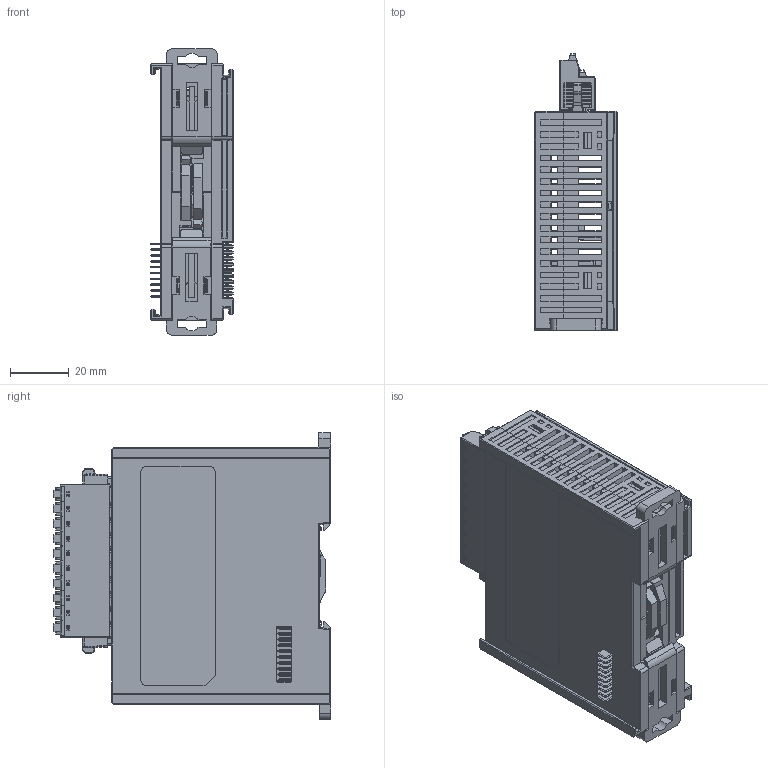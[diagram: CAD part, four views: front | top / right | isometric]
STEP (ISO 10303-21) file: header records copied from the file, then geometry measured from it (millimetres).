
FILE_DESCRIPTION(('HOOPS Exchange Step'),'2;1');
FILE_NAME('export-DBD5CBAE-E43A-4914-81F1-3F5153FC723F.stp','2024-12-09T21:05:11+01:00',('Gebruiker'),('Alibre'),'HOOPS Exchange 2024.5','Alibre','Unknown authorisation');
FILE_SCHEMA( ('AP242_MANAGED_MODEL_BASED_3D_ENGINEERING_MIM_LF {1 0 10303 442 1 1 4 }') );
Length unit declared in the file: millimetre
Products named in the file (12): 7096-1 AS16AP11P-A - DELTA AS-Module PNP - 8xDI - 8xDO BASE-IO-AS300; 7096-9 AS16AP11P-A - DELTA AS-Module PNP - 8xDI - 8xDOTSA0-170A0-00XXA; 7096-10 AS16AP11P-A - DELTA AS-Module PNP - 8xDI - 8xDOTSA1-02110-02XX; 7096-2 AS16AP11P-A - DELTA AS-Module PNP - 8xDI - 8xDO ASM-BUSBD-IO-AS300-SLIM; 7096-3 AS16AP11P-A - DELTA AS-Module PNP - 8xDI - 8xDO COVER-IO-AS16AM_N11N_T_P-B; 7096-4 AS16AP11P-A - DELTA AS-Module PNP - 8xDI - 8xDO LENS-IO-AS300-SLIM; 7096-7 AS16AP11P-A - DELTA AS-Module PNP - 8xDI - 8xDOCLIP-1-AS300; 7096-8 AS16AP11P-A - DELTA AS-Module PNP - 8xDI - 8xDOEARTHING-AS300; 7096-5 AS16AP11P-A - DELTA AS-Module PNP - 8xDI - 8xDO ASM-EARTHING_ASM; 7096-6 AS16AP11P-A - DELTA AS-Module PNP - 8xDI - 8xDO0225-0520; 7096 AS16AP11P-A - DELTA AS-Module PNP - 8xDI - 8xDO
Assembly tree (13 placements, depth 3):
  7096 AS16AP11P-A - DELTA AS-Module PNP - 8xDI - 8xDO
    7096-1 AS16AP11P-A - DELTA AS-Module PNP - 8xDI - 8xDO BASE-IO-AS300
    7096-2 AS16AP11P-A - DELTA AS-Module PNP - 8xDI - 8xDO ASM-BUSBD-IO-AS300-SLIM
      7096-9 AS16AP11P-A - DELTA AS-Module PNP - 8xDI - 8xDOTSA0-170A0-00XXA
      7096-10 AS16AP11P-A - DELTA AS-Module PNP - 8xDI - 8xDOTSA1-02110-02XX
    7096-3 AS16AP11P-A - DELTA AS-Module PNP - 8xDI - 8xDO COVER-IO-AS16AM_N11N_T_P-B
    7096-4 AS16AP11P-A - DELTA AS-Module PNP - 8xDI - 8xDO LENS-IO-AS300-SLIM
    7096-5 AS16AP11P-A - DELTA AS-Module PNP - 8xDI - 8xDO ASM-EARTHING_ASM
      7096-7 AS16AP11P-A - DELTA AS-Module PNP - 8xDI - 8xDOCLIP-1-AS300
      7096-8 AS16AP11P-A - DELTA AS-Module PNP - 8xDI - 8xDOEARTHING-AS300
    7096-5 AS16AP11P-A - DELTA AS-Module PNP - 8xDI - 8xDO ASM-EARTHING_ASM
      7096-7 AS16AP11P-A - DELTA AS-Module PNP - 8xDI - 8xDOCLIP-1-AS300
      7096-8 AS16AP11P-A - DELTA AS-Module PNP - 8xDI - 8xDOEARTHING-AS300
    7096-6 AS16AP11P-A - DELTA AS-Module PNP - 8xDI - 8xDO0225-0520
Bounding box: 28.25 x 94.9 x 98 mm (x, y, z)
Volume: 60287.1 mm3; surface area: 73932.2 mm2
Topology: 10 solids, 30 shells, 7142 faces, 19887 edges, 12769 vertices
Faces by surface type: plane 5054, cylinder 1506, bspline 280, torus 198, cone 92, sphere 12
Entity records: 231363 total; most frequent: CARTESIAN_POINT 53558, ORIENTED_EDGE 38566, DIRECTION 34604, EDGE_CURVE 19283, VECTOR 15368, LINE 15368, VERTEX_POINT 12399, AXIS2_PLACEMENT_3D 9618
